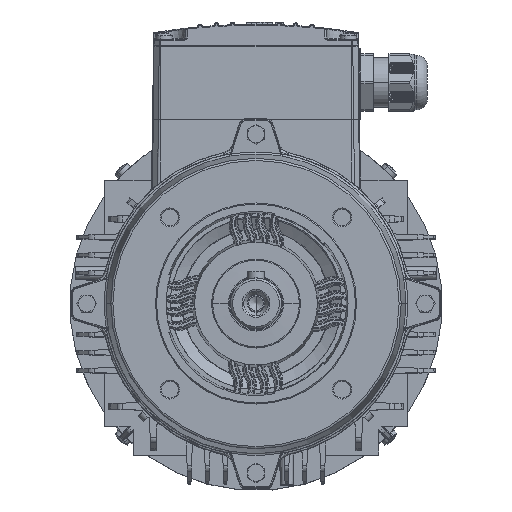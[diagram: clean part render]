
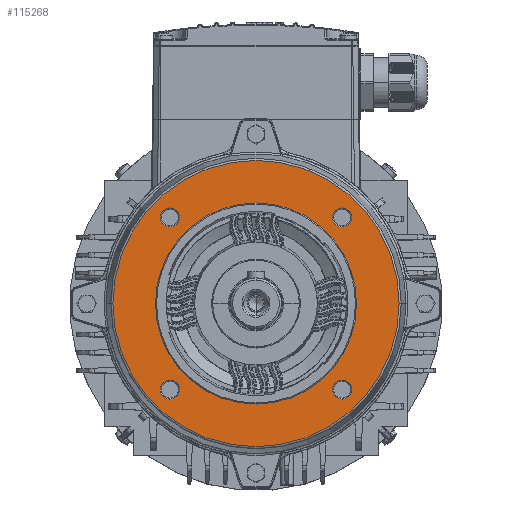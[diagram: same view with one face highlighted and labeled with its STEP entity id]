
A CAD part, top view. The second image highlights one B-rep face of the part: STEP entity #115268.
In plain terms, the highlighted planar face has unit normal (0, 0, 1).
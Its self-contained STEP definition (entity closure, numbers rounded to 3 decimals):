
#1884 = EDGE_CURVE ( 'NONE', #47899, #64291, #36913, .T. ) ;
#2226 = ORIENTED_EDGE ( 'NONE', *, *, #64447, .T. ) ;
#2344 = CARTESIAN_POINT ( 'NONE',  ( 40.659, 40.659, 207. ) ) ;
#2937 = DIRECTION ( 'NONE',  ( 0., 0., -1. ) ) ;
#3976 = CARTESIAN_POINT ( 'NONE',  ( 47.5, 0., 207. ) ) ;
#4421 = DIRECTION ( 'NONE',  ( 0., 0., -1. ) ) ;
#6527 = AXIS2_PLACEMENT_3D ( 'NONE', #54616, #100235, #8362 ) ;
#6758 = ORIENTED_EDGE ( 'NONE', *, *, #91192, .T. ) ;
#7156 = EDGE_CURVE ( 'NONE', #64291, #47899, #101441, .T. ) ;
#8050 = AXIS2_PLACEMENT_3D ( 'NONE', #91884, #8506, #18835 ) ;
#8218 = EDGE_LOOP ( 'NONE', ( #111373, #22950 ) ) ;
#8260 = AXIS2_PLACEMENT_3D ( 'NONE', #117876, #63795, #17510 ) ;
#8362 = DIRECTION ( 'NONE',  ( -1., 0., 0. ) ) ;
#8506 = DIRECTION ( 'NONE',  ( 0., 0., -1. ) ) ;
#9905 = DIRECTION ( 'NONE',  ( -1., 0., 0. ) ) ;
#10011 = CARTESIAN_POINT ( 'NONE',  ( 0., 0., 207. ) ) ;
#11834 = VERTEX_POINT ( 'NONE', #38464 ) ;
#12156 = ORIENTED_EDGE ( 'NONE', *, *, #47522, .T. ) ;
#13760 = PLANE ( 'NONE',  #45962 ) ;
#15164 = DIRECTION ( 'NONE',  ( 0., 0., -1. ) ) ;
#16660 = CIRCLE ( 'NONE', #47761, 4.5 ) ;
#17073 = EDGE_CURVE ( 'NONE', #83505, #50999, #79861, .T. ) ;
#17510 = DIRECTION ( 'NONE',  ( -1., 0., 0. ) ) ;
#18835 = DIRECTION ( 'NONE',  ( -1., 0., 0. ) ) ;
#19609 = EDGE_LOOP ( 'NONE', ( #89184, #2226 ) ) ;
#19743 = ORIENTED_EDGE ( 'NONE', *, *, #62090, .T. ) ;
#20391 = EDGE_CURVE ( 'NONE', #108920, #11834, #21608, .T. ) ;
#21236 = EDGE_CURVE ( 'NONE', #46337, #52059, #107049, .T. ) ;
#21608 = CIRCLE ( 'NONE', #8050, 4.5 ) ;
#21900 = DIRECTION ( 'NONE',  ( -1., 0., 0. ) ) ;
#22950 = ORIENTED_EDGE ( 'NONE', *, *, #104787, .T. ) ;
#27793 = FACE_BOUND ( 'NONE', #34099, .T. ) ;
#28278 = VERTEX_POINT ( 'NONE', #100072 ) ;
#29116 = CARTESIAN_POINT ( 'NONE',  ( -40.659, 40.659, 207. ) ) ;
#30468 = CARTESIAN_POINT ( 'NONE',  ( -45.159, -40.659, 207. ) ) ;
#31990 = DIRECTION ( 'NONE',  ( 0., 0., -1. ) ) ;
#33656 = CIRCLE ( 'NONE', #6527, 47.5 ) ;
#34099 = EDGE_LOOP ( 'NONE', ( #92045, #60140 ) ) ;
#34180 = CIRCLE ( 'NONE', #96403, 67.613 ) ;
#35525 = DIRECTION ( 'NONE',  ( -1., 0., 0. ) ) ;
#36913 = CIRCLE ( 'NONE', #104951, 4.5 ) ;
#36941 = CARTESIAN_POINT ( 'NONE',  ( 40.659, -40.659, 207. ) ) ;
#38464 = CARTESIAN_POINT ( 'NONE',  ( 45.159, 40.659, 207. ) ) ;
#39695 = CARTESIAN_POINT ( 'NONE',  ( 0., 0., 207. ) ) ;
#40781 = CIRCLE ( 'NONE', #118464, 4.5 ) ;
#41488 = DIRECTION ( 'NONE',  ( -1., 0., 0. ) ) ;
#43783 = EDGE_LOOP ( 'NONE', ( #19743, #51523 ) ) ;
#45940 = DIRECTION ( 'NONE',  ( 0., 0., -1. ) ) ;
#45962 = AXIS2_PLACEMENT_3D ( 'NONE', #49081, #31990, #48472 ) ;
#46337 = VERTEX_POINT ( 'NONE', #3976 ) ;
#47522 = EDGE_CURVE ( 'NONE', #93301, #28278, #34180, .T. ) ;
#47761 = AXIS2_PLACEMENT_3D ( 'NONE', #36941, #82639, #74120 ) ;
#47864 = FACE_BOUND ( 'NONE', #19609, .T. ) ;
#47899 = VERTEX_POINT ( 'NONE', #118722 ) ;
#48472 = DIRECTION ( 'NONE',  ( -1., 0., 0. ) ) ;
#49081 = CARTESIAN_POINT ( 'NONE',  ( 0., 47.5, 207. ) ) ;
#50999 = VERTEX_POINT ( 'NONE', #63805 ) ;
#51052 = CARTESIAN_POINT ( 'NONE',  ( -36.159, -40.659, 207. ) ) ;
#51523 = ORIENTED_EDGE ( 'NONE', *, *, #21236, .T. ) ;
#52059 = VERTEX_POINT ( 'NONE', #82309 ) ;
#53068 = DIRECTION ( 'NONE',  ( -1., 0., 0. ) ) ;
#54616 = CARTESIAN_POINT ( 'NONE',  ( 0., 0., 207. ) ) ;
#55216 = FACE_OUTER_BOUND ( 'NONE', #110498, .T. ) ;
#56670 = CARTESIAN_POINT ( 'NONE',  ( -40.659, -40.659, 207. ) ) ;
#59172 = AXIS2_PLACEMENT_3D ( 'NONE', #2344, #2937, #105084 ) ;
#59581 = CARTESIAN_POINT ( 'NONE',  ( 45.159, -40.659, 207. ) ) ;
#60140 = ORIENTED_EDGE ( 'NONE', *, *, #1884, .T. ) ;
#61079 = CARTESIAN_POINT ( 'NONE',  ( 67.613, 0., 207. ) ) ;
#62090 = EDGE_CURVE ( 'NONE', #52059, #46337, #33656, .T. ) ;
#63795 = DIRECTION ( 'NONE',  ( 0., 0., -1. ) ) ;
#63805 = CARTESIAN_POINT ( 'NONE',  ( 36.159, -40.659, 207. ) ) ;
#64291 = VERTEX_POINT ( 'NONE', #71145 ) ;
#64447 = EDGE_CURVE ( 'NONE', #50999, #83505, #16660, .T. ) ;
#66902 = CIRCLE ( 'NONE', #59172, 4.5 ) ;
#67742 = VERTEX_POINT ( 'NONE', #30468 ) ;
#69260 = CARTESIAN_POINT ( 'NONE',  ( 36.159, 40.659, 207. ) ) ;
#71145 = CARTESIAN_POINT ( 'NONE',  ( -36.159, 40.659, 207. ) ) ;
#72249 = EDGE_CURVE ( 'NONE', #118087, #67742, #40781, .T. ) ;
#74120 = DIRECTION ( 'NONE',  ( -1., 0., 0. ) ) ;
#76849 = CARTESIAN_POINT ( 'NONE',  ( -40.659, -40.659, 207. ) ) ;
#79861 = CIRCLE ( 'NONE', #85675, 4.5 ) ;
#81210 = CARTESIAN_POINT ( 'NONE',  ( 0., 0., 207. ) ) ;
#82309 = CARTESIAN_POINT ( 'NONE',  ( -47.5, 0., 207. ) ) ;
#82639 = DIRECTION ( 'NONE',  ( 0., 0., -1. ) ) ;
#83505 = VERTEX_POINT ( 'NONE', #59581 ) ;
#85241 = DIRECTION ( 'NONE',  ( 0., 0., -1. ) ) ;
#85588 = FACE_BOUND ( 'NONE', #43783, .T. ) ;
#85675 = AXIS2_PLACEMENT_3D ( 'NONE', #105230, #15164, #21900 ) ;
#86068 = ORIENTED_EDGE ( 'NONE', *, *, #20391, .T. ) ;
#87665 = AXIS2_PLACEMENT_3D ( 'NONE', #10011, #45940, #94585 ) ;
#89184 = ORIENTED_EDGE ( 'NONE', *, *, #17073, .T. ) ;
#91192 = EDGE_CURVE ( 'NONE', #11834, #108920, #66902, .T. ) ;
#91394 = DIRECTION ( 'NONE',  ( 0., 0., -1. ) ) ;
#91884 = CARTESIAN_POINT ( 'NONE',  ( 40.659, 40.659, 207. ) ) ;
#92045 = ORIENTED_EDGE ( 'NONE', *, *, #7156, .T. ) ;
#92318 = FACE_BOUND ( 'NONE', #8218, .T. ) ;
#93301 = VERTEX_POINT ( 'NONE', #61079 ) ;
#93662 = AXIS2_PLACEMENT_3D ( 'NONE', #56670, #85241, #93764 ) ;
#93764 = DIRECTION ( 'NONE',  ( -1., 0., 0. ) ) ;
#94585 = DIRECTION ( 'NONE',  ( -1., 0., 0. ) ) ;
#96403 = AXIS2_PLACEMENT_3D ( 'NONE', #81210, #109154, #35525 ) ;
#100072 = CARTESIAN_POINT ( 'NONE',  ( -67.613, 0., 207. ) ) ;
#100235 = DIRECTION ( 'NONE',  ( 0., 0., -1. ) ) ;
#101441 = CIRCLE ( 'NONE', #8260, 4.5 ) ;
#104787 = EDGE_CURVE ( 'NONE', #67742, #118087, #105290, .T. ) ;
#104951 = AXIS2_PLACEMENT_3D ( 'NONE', #29116, #91394, #53068 ) ;
#105084 = DIRECTION ( 'NONE',  ( -1., 0., 0. ) ) ;
#105230 = CARTESIAN_POINT ( 'NONE',  ( 40.659, -40.659, 207. ) ) ;
#105290 = CIRCLE ( 'NONE', #93662, 4.5 ) ;
#107049 = CIRCLE ( 'NONE', #87665, 47.5 ) ;
#107156 = EDGE_CURVE ( 'NONE', #28278, #93301, #109020, .T. ) ;
#108920 = VERTEX_POINT ( 'NONE', #69260 ) ;
#109020 = CIRCLE ( 'NONE', #110905, 67.613 ) ;
#109154 = DIRECTION ( 'NONE',  ( 0., 0., 1. ) ) ;
#109745 = EDGE_LOOP ( 'NONE', ( #6758, #86068 ) ) ;
#110498 = EDGE_LOOP ( 'NONE', ( #114786, #12156 ) ) ;
#110905 = AXIS2_PLACEMENT_3D ( 'NONE', #39695, #112093, #9905 ) ;
#111118 = FACE_BOUND ( 'NONE', #109745, .T. ) ;
#111373 = ORIENTED_EDGE ( 'NONE', *, *, #72249, .T. ) ;
#112093 = DIRECTION ( 'NONE',  ( 0., 0., 1. ) ) ;
#114786 = ORIENTED_EDGE ( 'NONE', *, *, #107156, .T. ) ;
#115268 = ADVANCED_FACE ( 'NONE', ( #55216, #111118, #47864, #92318, #27793, #85588 ), #13760, .F. ) ;
#117876 = CARTESIAN_POINT ( 'NONE',  ( -40.659, 40.659, 207. ) ) ;
#118087 = VERTEX_POINT ( 'NONE', #51052 ) ;
#118464 = AXIS2_PLACEMENT_3D ( 'NONE', #76849, #4421, #41488 ) ;
#118722 = CARTESIAN_POINT ( 'NONE',  ( -45.159, 40.659, 207. ) ) ;
